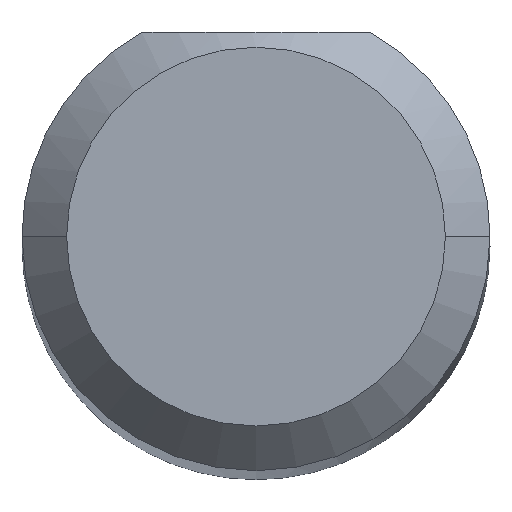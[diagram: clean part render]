
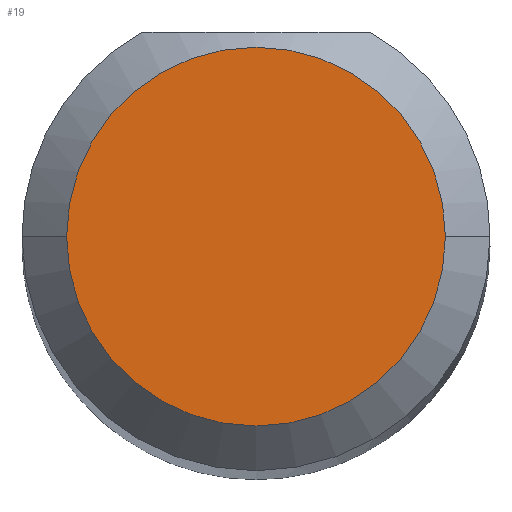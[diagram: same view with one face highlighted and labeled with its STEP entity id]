
A CAD part, top view. The second image highlights one B-rep face of the part: STEP entity #19.
In plain terms, the highlighted planar face has unit normal (0, 0, 1).
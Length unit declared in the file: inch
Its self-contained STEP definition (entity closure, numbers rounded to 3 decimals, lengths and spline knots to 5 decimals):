
#19 = ADVANCED_FACE ( 'NONE', ( #41 ), #275, .T. ) ;
#25 = DIRECTION ( 'NONE',  ( 0., 0., 1. ) ) ;
#41 = FACE_OUTER_BOUND ( 'NONE', #52, .T. ) ;
#46 = DIRECTION ( 'NONE',  ( 0., 0., 1. ) ) ;
#52 = EDGE_LOOP ( 'NONE', ( #474, #533 ) ) ;
#71 = CARTESIAN_POINT ( 'NONE',  ( -0.06374, 0., 1.9685 ) ) ;
#111 = CIRCLE ( 'NONE', #391, 0.06374 ) ;
#124 = VERTEX_POINT ( 'NONE', #71 ) ;
#128 = CARTESIAN_POINT ( 'NONE',  ( 0., 0., 1.9685 ) ) ;
#131 = AXIS2_PLACEMENT_3D ( 'NONE', #403, #25, #438 ) ;
#155 = CIRCLE ( 'NONE', #180, 0.06374 ) ;
#160 = CARTESIAN_POINT ( 'NONE',  ( 0.06374, 0., 1.9685 ) ) ;
#171 = CARTESIAN_POINT ( 'NONE',  ( 0., 0., 1.9685 ) ) ;
#180 = AXIS2_PLACEMENT_3D ( 'NONE', #128, #298, #415 ) ;
#244 = EDGE_CURVE ( 'NONE', #419, #124, #111, .T. ) ;
#251 = EDGE_CURVE ( 'NONE', #124, #419, #155, .T. ) ;
#275 = PLANE ( 'NONE',  #131 ) ;
#298 = DIRECTION ( 'NONE',  ( 0., 0., 1. ) ) ;
#391 = AXIS2_PLACEMENT_3D ( 'NONE', #171, #46, #498 ) ;
#403 = CARTESIAN_POINT ( 'NONE',  ( 0., 0., 1.9685 ) ) ;
#415 = DIRECTION ( 'NONE',  ( 1., 0., 0. ) ) ;
#419 = VERTEX_POINT ( 'NONE', #160 ) ;
#438 = DIRECTION ( 'NONE',  ( 1., 0., 0. ) ) ;
#474 = ORIENTED_EDGE ( 'NONE', *, *, #251, .T. ) ;
#498 = DIRECTION ( 'NONE',  ( 1., 0., 0. ) ) ;
#533 = ORIENTED_EDGE ( 'NONE', *, *, #244, .T. ) ;
